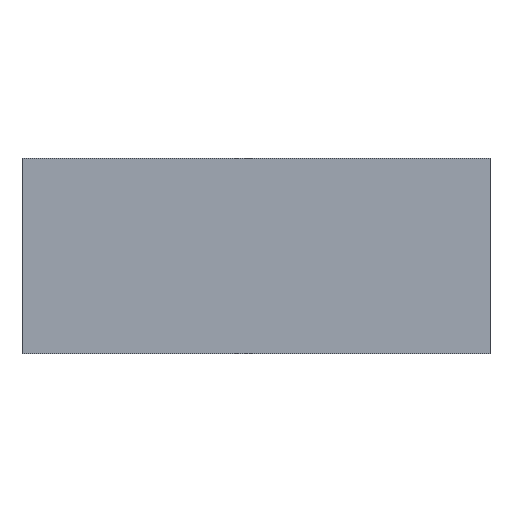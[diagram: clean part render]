
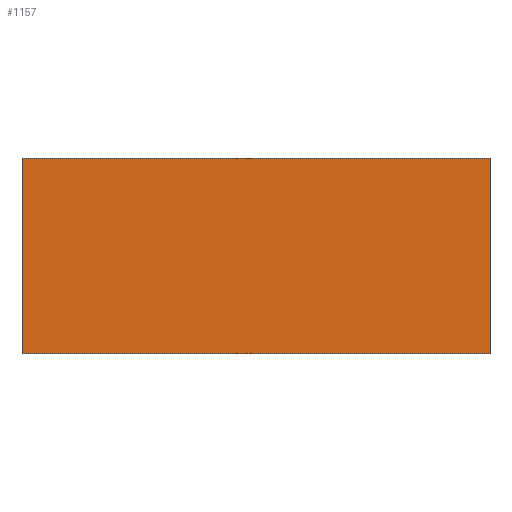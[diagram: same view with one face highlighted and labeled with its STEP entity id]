
A CAD part, left-side view. The second image highlights one B-rep face of the part: STEP entity #1157.
In plain terms, the highlighted planar face has unit normal (-1, 0, 0).
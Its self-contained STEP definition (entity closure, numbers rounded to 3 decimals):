
#1 = VERTEX_POINT ( 'NONE', #892 ) ;
#43 = CARTESIAN_POINT ( 'NONE',  ( -30., -30., 25. ) ) ;
#49 = EDGE_CURVE ( 'NONE', #287, #850, #1270, .T. ) ;
#83 = EDGE_CURVE ( 'NONE', #962, #1, #938, .T. ) ;
#92 = VECTOR ( 'NONE', #448, 1000. ) ;
#103 = EDGE_LOOP ( 'NONE', ( #1147, #874, #612, #1083 ) ) ;
#121 = AXIS2_PLACEMENT_3D ( 'NONE', #43, #249, #820 ) ;
#127 = CARTESIAN_POINT ( 'NONE',  ( -30., -30., 25. ) ) ;
#141 = DIRECTION ( 'NONE',  ( 0., 0., -1. ) ) ;
#169 = CARTESIAN_POINT ( 'NONE',  ( -30., 30., 25. ) ) ;
#249 = DIRECTION ( 'NONE',  ( 1., 0., 0. ) ) ;
#287 = VERTEX_POINT ( 'NONE', #999 ) ;
#341 = CARTESIAN_POINT ( 'NONE',  ( -30., -30., 25. ) ) ;
#346 = VECTOR ( 'NONE', #141, 1000. ) ;
#433 = VECTOR ( 'NONE', #951, 1000. ) ;
#438 = PLANE ( 'NONE',  #121 ) ;
#448 = DIRECTION ( 'NONE',  ( 0., -1., 0. ) ) ;
#489 = LINE ( 'NONE', #169, #433 ) ;
#525 = VECTOR ( 'NONE', #537, 1000. ) ;
#537 = DIRECTION ( 'NONE',  ( 0., -1., 0. ) ) ;
#612 = ORIENTED_EDGE ( 'NONE', *, *, #49, .F. ) ;
#706 = CARTESIAN_POINT ( 'NONE',  ( -30., 30., 0. ) ) ;
#735 = LINE ( 'NONE', #341, #346 ) ;
#820 = DIRECTION ( 'NONE',  ( 0., 0., -1. ) ) ;
#850 = VERTEX_POINT ( 'NONE', #127 ) ;
#862 = EDGE_CURVE ( 'NONE', #850, #1, #735, .T. ) ;
#874 = ORIENTED_EDGE ( 'NONE', *, *, #862, .F. ) ;
#892 = CARTESIAN_POINT ( 'NONE',  ( -30., -30., 0. ) ) ;
#938 = LINE ( 'NONE', #1019, #92 ) ;
#951 = DIRECTION ( 'NONE',  ( 0., 0., -1. ) ) ;
#962 = VERTEX_POINT ( 'NONE', #706 ) ;
#999 = CARTESIAN_POINT ( 'NONE',  ( -30., 30., 25. ) ) ;
#1019 = CARTESIAN_POINT ( 'NONE',  ( -30., -30., 0. ) ) ;
#1083 = ORIENTED_EDGE ( 'NONE', *, *, #1084, .T. ) ;
#1084 = EDGE_CURVE ( 'NONE', #287, #962, #489, .T. ) ;
#1113 = CARTESIAN_POINT ( 'NONE',  ( -30., -30., 25. ) ) ;
#1147 = ORIENTED_EDGE ( 'NONE', *, *, #83, .T. ) ;
#1157 = ADVANCED_FACE ( 'NONE', ( #1266 ), #438, .F. ) ;
#1266 = FACE_OUTER_BOUND ( 'NONE', #103, .T. ) ;
#1270 = LINE ( 'NONE', #1113, #525 ) ;
